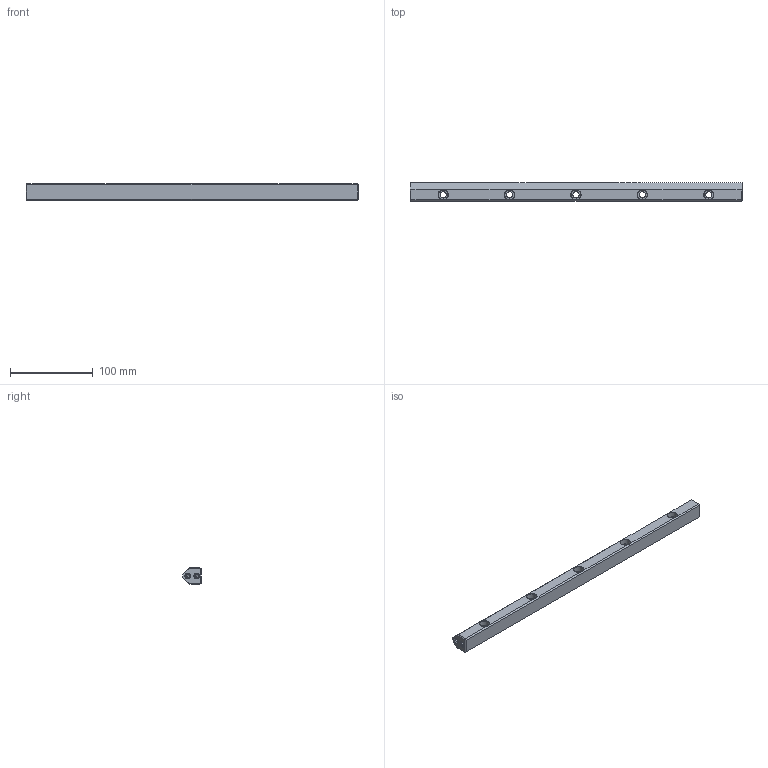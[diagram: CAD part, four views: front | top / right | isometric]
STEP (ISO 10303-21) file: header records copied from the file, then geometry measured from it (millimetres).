
FILE_DESCRIPTION(/* description */ (''),/* implementation_level */ '2;1');
FILE_NAME(/* name */ 'Rail V-4020x400.stp',/* time_stamp */ '2018-12-03T17:10:14+01:00',/* author */ (''),/* organization */ (''),/* preprocessor_version */ 'ST-DEVELOPER v16.7',/* originating_system */ 'SIEMENS PLM Software NX 12.0',/* authorisation */ '');
FILE_SCHEMA (('AUTOMOTIVE_DESIGN { 1 0 10303 214 3 1 1 1 }'));
Length unit declared in the file: millimetre
Products named in the file (1): 007598_A_1-V-4020_15 x 400
Bounding box: 400 x 22 x 20 mm (x, y, z)
Volume: 138764.1 mm3; surface area: 32607.7 mm2
Topology: 1 solids, 1 shells, 58 faces, 159 edges, 103 vertices
Faces by surface type: plane 26, cone 18, cylinder 14
Full cylindrical faces by diameter (mm): 4.2 x4, 7.5 x5, 11.5 x5
Entity records: 1586 total; most frequent: CARTESIAN_POINT 287, DIRECTION 264, ORIENTED_EDGE 218, EDGE_CURVE 109, AXIS2_PLACEMENT_3D 106, EDGE_LOOP 100, VERTEX_POINT 89, FACE_BOUND 86
